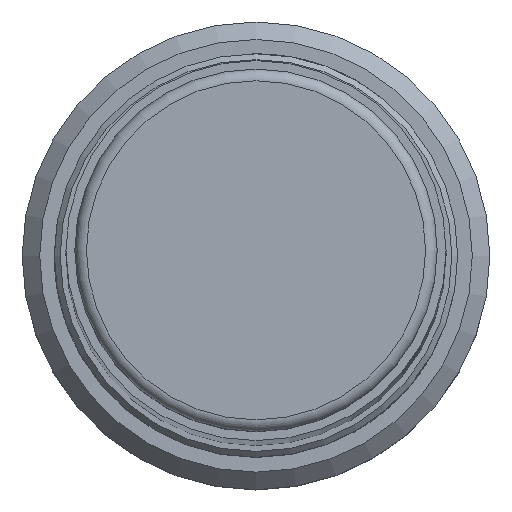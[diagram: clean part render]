
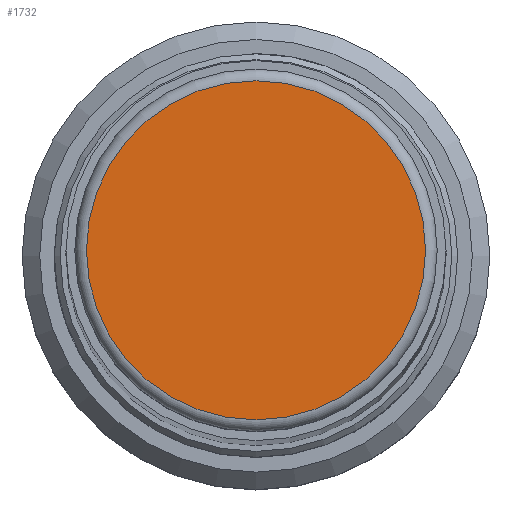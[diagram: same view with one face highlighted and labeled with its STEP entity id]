
A CAD part, top view. The second image highlights one B-rep face of the part: STEP entity #1732.
In plain terms, the highlighted planar face has unit normal (0, 0, 1).
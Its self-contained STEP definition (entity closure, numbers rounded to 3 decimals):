
#270=FACE_OUTER_BOUND('',#385,.T.);
#385=EDGE_LOOP('',(#1127,#1128));
#519=CIRCLE('',#1881,2.9);
#520=CIRCLE('',#1882,2.9);
#670=VERTEX_POINT('',#2778);
#671=VERTEX_POINT('',#2780);
#848=EDGE_CURVE('',#670,#671,#519,.T.);
#849=EDGE_CURVE('',#671,#670,#520,.T.);
#1127=ORIENTED_EDGE('',*,*,#849,.F.);
#1128=ORIENTED_EDGE('',*,*,#848,.F.);
#1579=PLANE('',#1884);
#1732=ADVANCED_FACE('',(#270),#1579,.T.);
#1881=AXIS2_PLACEMENT_3D('',#2781,#2171,#2172);
#1882=AXIS2_PLACEMENT_3D('',#2782,#2173,#2174);
#1884=AXIS2_PLACEMENT_3D('',#2784,#2177,#2178);
#2171=DIRECTION('center_axis',(0.,0.,-1.));
#2172=DIRECTION('ref_axis',(-1.,0.,0.));
#2173=DIRECTION('center_axis',(0.,0.,-1.));
#2174=DIRECTION('ref_axis',(-1.,0.,0.));
#2177=DIRECTION('center_axis',(0.,0.,1.));
#2178=DIRECTION('ref_axis',(0.,-1.,0.));
#2778=CARTESIAN_POINT('',(0.,-2.9,51.));
#2780=CARTESIAN_POINT('',(2.9,0.,51.));
#2781=CARTESIAN_POINT('Origin',(0.,0.,51.));
#2782=CARTESIAN_POINT('Origin',(0.,0.,51.));
#2784=CARTESIAN_POINT('Origin',(3.1,0.,51.));
